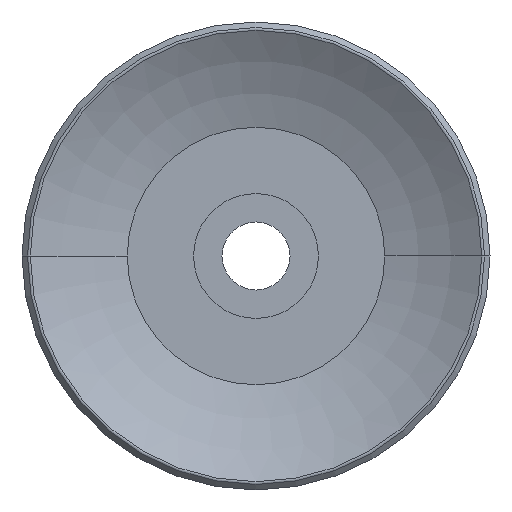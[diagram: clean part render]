
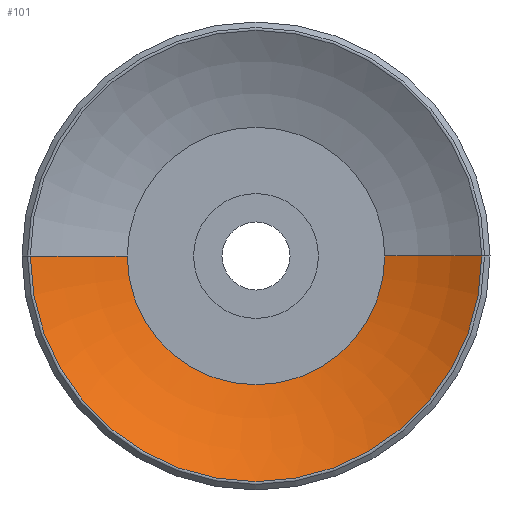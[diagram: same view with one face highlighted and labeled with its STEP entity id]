
A CAD part, front view. The second image highlights one B-rep face of the part: STEP entity #101.
In plain terms, the highlighted toroidal (fillet/blend) face has major radius 3.397 mm and minor radius 30 mm.
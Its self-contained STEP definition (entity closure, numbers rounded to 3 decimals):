
#101=ADVANCED_FACE('',(#260),#261,.F.);
#260=FACE_OUTER_BOUND('',#484,.T.);
#261=TOROIDAL_SURFACE('',#485,3.397,30.);
#484=EDGE_LOOP('',(#1633,#1634,#1635,#1636));
#485=AXIS2_PLACEMENT_3D('',#1637,#1638,#1639);
#1633=ORIENTED_EDGE('',*,*,#2179,.F.);
#1634=ORIENTED_EDGE('',*,*,#2180,.T.);
#1635=ORIENTED_EDGE('',*,*,#2181,.T.);
#1636=ORIENTED_EDGE('',*,*,#2182,.F.);
#1637=CARTESIAN_POINT('',(0.,-39.027,0.0));
#1638=DIRECTION('',(0.,1.0,0.0));
#1639=DIRECTION('',(-1.0,0.,0.0));
#2179=EDGE_CURVE('',#2422,#2421,#2427,.T.);
#2180=EDGE_CURVE('',#2422,#2428,#2429,.T.);
#2181=EDGE_CURVE('',#2428,#2430,#2431,.T.);
#2182=EDGE_CURVE('',#2421,#2430,#2432,.T.);
#2421=VERTEX_POINT('',#2767);
#2422=VERTEX_POINT('',#2768);
#2427=CIRCLE('',#2773,19.89);
#2428=VERTEX_POINT('',#2774);
#2429=CIRCLE('',#2775,30.);
#2430=VERTEX_POINT('',#2776);
#2431=CIRCLE('',#2777,11.35);
#2432=CIRCLE('',#2778,30.);
#2767=CARTESIAN_POINT('',(-19.89,-13.967,0.0));
#2768=CARTESIAN_POINT('',(19.89,-13.967,0.));
#2773=AXIS2_PLACEMENT_3D('',#3808,#3809,#3810);
#2774=CARTESIAN_POINT('',(11.35,-10.1,0.));
#2775=AXIS2_PLACEMENT_3D('',#3811,#3812,#3813);
#2776=CARTESIAN_POINT('',(-11.35,-10.1,0.0));
#2777=AXIS2_PLACEMENT_3D('',#3814,#3815,#3816);
#2778=AXIS2_PLACEMENT_3D('',#3817,#3818,#3819);
#3808=CARTESIAN_POINT('',(0.,-13.967,0.0));
#3809=DIRECTION('',(0.,1.0,0.0));
#3810=DIRECTION('',(-1.0,0.,0.0));
#3811=CARTESIAN_POINT('',(3.397,-39.027,0.));
#3812=DIRECTION('',(0.,0.,1.0));
#3813=DIRECTION('',(1.0,0.0,0.));
#3814=CARTESIAN_POINT('',(0.,-10.1,0.0));
#3815=DIRECTION('',(0.,1.0,0.0));
#3816=DIRECTION('',(-1.0,0.,0.0));
#3817=CARTESIAN_POINT('',(-3.397,-39.027,0.0));
#3818=DIRECTION('',(0.0,0.0,-1.0));
#3819=DIRECTION('',(-1.0,0.0,0.0));
